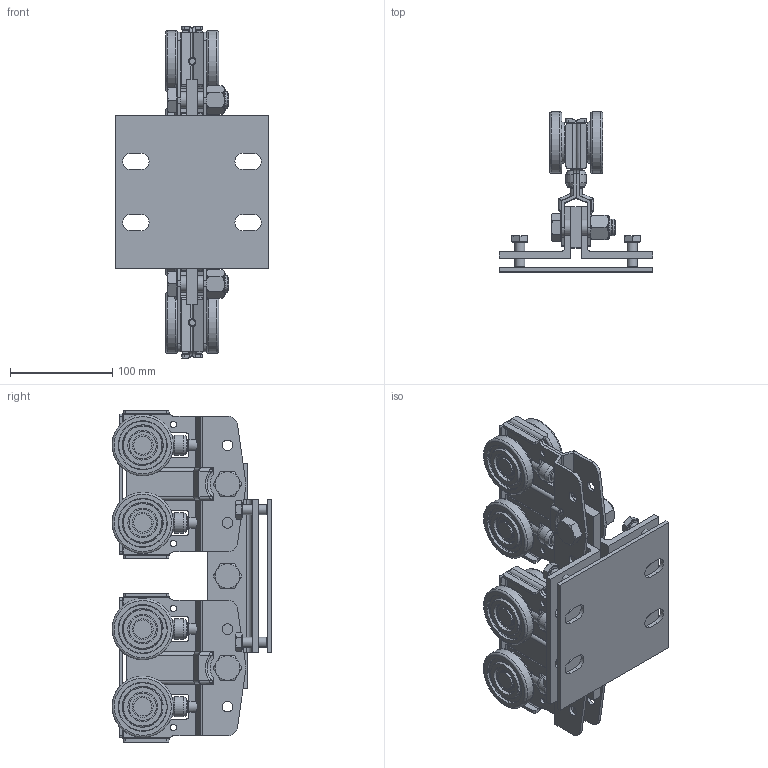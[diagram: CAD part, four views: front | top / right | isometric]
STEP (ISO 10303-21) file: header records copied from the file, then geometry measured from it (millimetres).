
FILE_DESCRIPTION(/* description */ (''),/* implementation_level */ '2;1');
FILE_NAME(/* name */ '9968N.stp',/* time_stamp */ '2019-08-14T12:07:17+02:00',/* author */ ('Marc'),/* organization */ (''),/* preprocessor_version */ 'ST-DEVELOPER v17.2',/* originating_system */ 'Autodesk Inventor 2019',/* authorisation */ '');
FILE_SCHEMA (('AUTOMOTIVE_DESIGN { 1 0 10303 214 3 1 1 }'));
Length unit declared in the file: millimetre
Products named in the file (17): 9968N; 18294; 18295; 18293; 17307; 17436; 15873; 14649; GALB60N; 17130; DIN 625 SKF - SKF 6002-2Z; 16447; 17433; 04604; 04525; 06027; 15735
Assembly tree (60 placements, depth 3):
  9968N
    16447  x8
    18293  x2
    18294
    18295
    17307  x4
    17436  x4
    15873  x4
    14649  x4
    GALB60N  x8
      17130
      DIN 625 SKF - SKF 6002-2Z
    17433  x4
    04604  x3
    04525  x4
    06027  x3
    15735  x8
Bounding box: 150 x 156.5 x 325 mm (x, y, z)
Volume: 932938.3 mm3; surface area: 475753.6 mm2
Topology: 66 solids, 74 shells, 1873 faces, 5365 edges, 3561 vertices
Faces by surface type: plane 653, cylinder 651, torus 236, bspline 168, cone 93, sphere 72
Full cylindrical faces by diameter (mm): 1 x8, 4 x4, 6 x8, 6.2 x8, 6.4 x12, 8.376 x4, 10 x4, 10.2 x16, 12 x8, 12.5 x4, 13.835 x3, 14.63 x4, 14.9 x4, 15 x8, 15.2 x16, 16 x3, 16.2 x9, 18 x4, 20 x12, 20.44 x32, 20.713 x3, 22.49 x3, 24 x8, 26.56 x32, 29 x16, 32 x16, 48 x8, 60 x8
Entity records: 17268 total; most frequent: CARTESIAN_POINT 5417, DIRECTION 2397, ORIENTED_EDGE 2306, EDGE_CURVE 1153, AXIS2_PLACEMENT_3D 965, VERTEX_POINT 768, EDGE_LOOP 519, LINE 467
